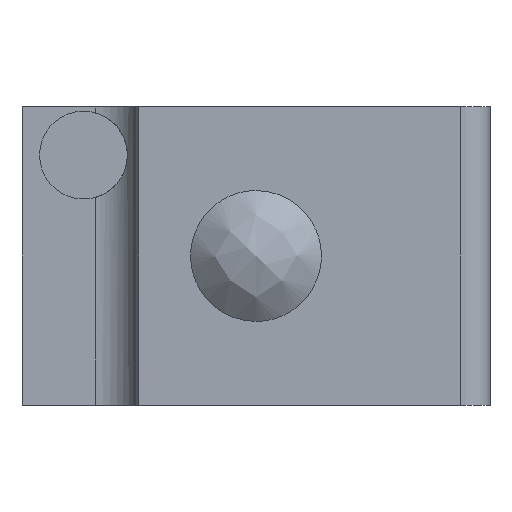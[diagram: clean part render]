
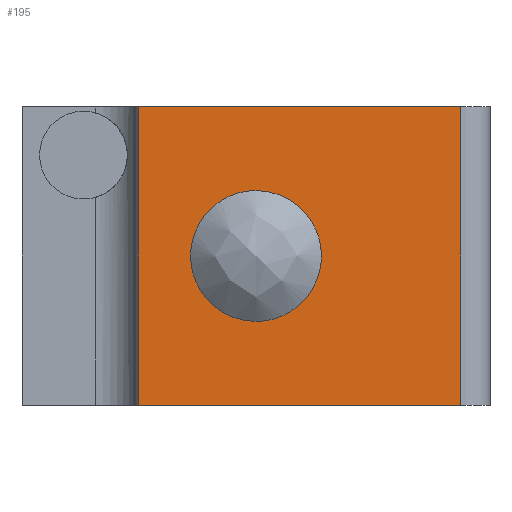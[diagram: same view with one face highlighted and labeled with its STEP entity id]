
A CAD part, front view. The second image highlights one B-rep face of the part: STEP entity #195.
In plain terms, the highlighted planar face has unit normal (0, -1, 0).
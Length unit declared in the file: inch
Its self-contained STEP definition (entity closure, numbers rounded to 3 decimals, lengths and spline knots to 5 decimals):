
#3 = CARTESIAN_POINT ( 'NONE',  ( 0.29047, -0.11811, -0.20214 ) ) ;
#18 = CARTESIAN_POINT ( 'NONE',  ( 0.17409, -0.11811, -0.06951 ) ) ;
#23 = CARTESIAN_POINT ( 'NONE',  ( 0.14657, -0.11811, -0.15895 ) ) ;
#26 = CARTESIAN_POINT ( 'NONE',  ( 0.17409, -0.11811, -0.20214 ) ) ;
#37 = B_SPLINE_CURVE_WITH_KNOTS ( 'NONE', 3,
 ( #159, #495, #82, #328, #651, #914, #920, #1076, #336, #501, #1082, #569, #742, #417, #571, #422, #581, #577, #243, #157, #1010, #3, #741, #823, #916, #413, #828, #1002, #84, #656 ),
 .UNSPECIFIED., .F., .F.,
 ( 4, 2, 2, 2, 2, 2, 2, 2, 2, 2, 2, 2, 2, 2, 4 ),
 ( 0., 0.00044, 0.00087, 0.00131, 0.00175, 0.00262, 0.00349, 0.00393, 0.00437, 0.00481, 0.00524, 0.00568, 0.00612, 0.00655, 0.00699 ),
 .UNSPECIFIED. ) ;
#50 = ORIENTED_EDGE ( 'NONE', *, *, #392, .F. ) ;
#54 = CARTESIAN_POINT ( 'NONE',  ( 0.0748, -0.11811, -0.33661 ) ) ;
#63 = CARTESIAN_POINT ( 'NONE',  ( 0., -0.11811, 0.06496 ) ) ;
#82 = CARTESIAN_POINT ( 'NONE',  ( 0.24382, -0.11811, -0.04836 ) ) ;
#84 = CARTESIAN_POINT ( 'NONE',  ( 0.2381, -0.11811, -0.22386 ) ) ;
#102 = CARTESIAN_POINT ( 'NONE',  ( 0.14425, -0.11811, -0.13015 ) ) ;
#108 = CARTESIAN_POINT ( 'NONE',  ( 0.15588, -0.11811, -0.09172 ) ) ;
#118 = EDGE_CURVE ( 'NONE', #956, #711, #457, .T. ) ;
#135 = VECTOR ( 'NONE', #483, 39.37008 ) ;
#157 = CARTESIAN_POINT ( 'NONE',  ( 0.30232, -0.11811, -0.18947 ) ) ;
#159 = CARTESIAN_POINT ( 'NONE',  ( 0.23228, -0.11811, -0.04779 ) ) ;
#162 = LINE ( 'NONE', #63, #280 ) ;
#178 = CARTESIAN_POINT ( 'NONE',  ( 0.17855, -0.11811, -0.06586 ) ) ;
#187 = CARTESIAN_POINT ( 'NONE',  ( 0.18808, -0.11811, -0.05948 ) ) ;
#191 = EDGE_LOOP ( 'NONE', ( #1040, #751 ) ) ;
#195 = ADVANCED_FACE ( 'NONE', ( #669, #790 ), #672, .T. ) ;
#208 = AXIS2_PLACEMENT_3D ( 'NONE', #1008, #506, #755 ) ;
#243 = CARTESIAN_POINT ( 'NONE',  ( 0.30869, -0.11811, -0.17993 ) ) ;
#248 = CARTESIAN_POINT ( 'NONE',  ( 0.0748, -0.11811, 0.06496 ) ) ;
#270 = CARTESIAN_POINT ( 'NONE',  ( 0.18819, -0.11811, -0.21224 ) ) ;
#272 = CARTESIAN_POINT ( 'NONE',  ( 0.50787, -0.11811, 0.06496 ) ) ;
#275 = CARTESIAN_POINT ( 'NONE',  ( 0.50787, -0.11811, -0.33661 ) ) ;
#280 = VECTOR ( 'NONE', #638, 39.37008 ) ;
#286 = B_SPLINE_CURVE_WITH_KNOTS ( 'NONE', 3,
 ( #446, #351, #597, #853, #676, #1033, #270, #849, #26, #361, #936, #23, #1028, #102, #527, #845, #1020, #682, #108, #515, #773, #18, #178, #187, #942, #764, #690, #944, #438, #357 ),
 .UNSPECIFIED., .F., .F.,
 ( 4, 2, 2, 2, 2, 2, 2, 2, 2, 2, 2, 2, 2, 2, 4 ),
 ( 0.00699, 0.00743, 0.00786, 0.0083, 0.00874, 0.00961, 0.01048, 0.01092, 0.01136, 0.01179, 0.01223, 0.01267, 0.01311, 0.01354, 0.01398 ),
 .UNSPECIFIED. ) ;
#328 = CARTESIAN_POINT ( 'NONE',  ( 0.25507, -0.11811, -0.0506 ) ) ;
#336 = CARTESIAN_POINT ( 'NONE',  ( 0.29047, -0.11811, -0.06952 ) ) ;
#350 = ORIENTED_EDGE ( 'NONE', *, *, #118, .T. ) ;
#351 = CARTESIAN_POINT ( 'NONE',  ( 0.22647, -0.11811, -0.22386 ) ) ;
#357 = CARTESIAN_POINT ( 'NONE',  ( 0.23228, -0.11811, -0.04779 ) ) ;
#361 = CARTESIAN_POINT ( 'NONE',  ( 0.16191, -0.11811, -0.18995 ) ) ;
#376 = EDGE_LOOP ( 'NONE', ( #350, #50, #600, #863 ) ) ;
#392 = EDGE_CURVE ( 'NONE', #856, #711, #162, .T. ) ;
#404 = DIRECTION ( 'NONE',  ( 0., 0., 1. ) ) ;
#413 = CARTESIAN_POINT ( 'NONE',  ( 0.26068, -0.11811, -0.21935 ) ) ;
#417 = CARTESIAN_POINT ( 'NONE',  ( 0.32032, -0.11811, -0.14151 ) ) ;
#421 = DIRECTION ( 'NONE',  ( 0., 0., -1. ) ) ;
#422 = CARTESIAN_POINT ( 'NONE',  ( 0.31751, -0.11811, -0.15863 ) ) ;
#438 = CARTESIAN_POINT ( 'NONE',  ( 0.22647, -0.11811, -0.04779 ) ) ;
#446 = CARTESIAN_POINT ( 'NONE',  ( 0.23228, -0.11811, -0.22386 ) ) ;
#457 = LINE ( 'NONE', #549, #714 ) ;
#460 = EDGE_CURVE ( 'NONE', #695, #953, #37, .T. ) ;
#481 = CARTESIAN_POINT ( 'NONE',  ( 0.0748, -0.11811, -0.33661 ) ) ;
#483 = DIRECTION ( 'NONE',  ( 1., 0., 0. ) ) ;
#495 = CARTESIAN_POINT ( 'NONE',  ( 0.2381, -0.11811, -0.04779 ) ) ;
#501 = CARTESIAN_POINT ( 'NONE',  ( 0.30266, -0.11811, -0.0817 ) ) ;
#506 = DIRECTION ( 'NONE',  ( 0., -1., 0. ) ) ;
#515 = CARTESIAN_POINT ( 'NONE',  ( 0.16225, -0.11811, -0.08218 ) ) ;
#527 = CARTESIAN_POINT ( 'NONE',  ( 0.14482, -0.11811, -0.12431 ) ) ;
#533 = VERTEX_POINT ( 'NONE', #54 ) ;
#549 = CARTESIAN_POINT ( 'NONE',  ( 0.50787, -0.11811, -0.33661 ) ) ;
#569 = CARTESIAN_POINT ( 'NONE',  ( 0.318, -0.11811, -0.1127 ) ) ;
#571 = CARTESIAN_POINT ( 'NONE',  ( 0.31975, -0.11811, -0.14734 ) ) ;
#577 = CARTESIAN_POINT ( 'NONE',  ( 0.31144, -0.11811, -0.17477 ) ) ;
#581 = CARTESIAN_POINT ( 'NONE',  ( 0.31585, -0.11811, -0.16412 ) ) ;
#597 = CARTESIAN_POINT ( 'NONE',  ( 0.22075, -0.11811, -0.22329 ) ) ;
#600 = ORIENTED_EDGE ( 'NONE', *, *, #934, .T. ) ;
#611 = VECTOR ( 'NONE', #421, 39.37008 ) ;
#638 = DIRECTION ( 'NONE',  ( 1., 0., 0. ) ) ;
#651 = CARTESIAN_POINT ( 'NONE',  ( 0.26066, -0.11811, -0.05229 ) ) ;
#656 = CARTESIAN_POINT ( 'NONE',  ( 0.23228, -0.11811, -0.22386 ) ) ;
#669 = FACE_OUTER_BOUND ( 'NONE', #376, .T. ) ;
#672 = PLANE ( 'NONE',  #208 ) ;
#676 = CARTESIAN_POINT ( 'NONE',  ( 0.20391, -0.11811, -0.21936 ) ) ;
#682 = CARTESIAN_POINT ( 'NONE',  ( 0.15312, -0.11811, -0.09688 ) ) ;
#690 = CARTESIAN_POINT ( 'NONE',  ( 0.20937, -0.11811, -0.05063 ) ) ;
#695 = VERTEX_POINT ( 'NONE', #774 ) ;
#711 = VERTEX_POINT ( 'NONE', #272 ) ;
#714 = VECTOR ( 'NONE', #404, 39.37008 ) ;
#741 = CARTESIAN_POINT ( 'NONE',  ( 0.28602, -0.11811, -0.20579 ) ) ;
#742 = CARTESIAN_POINT ( 'NONE',  ( 0.32031, -0.11811, -0.12429 ) ) ;
#751 = ORIENTED_EDGE ( 'NONE', *, *, #957, .T. ) ;
#755 = DIRECTION ( 'NONE',  ( 0., 0., -1. ) ) ;
#764 = CARTESIAN_POINT ( 'NONE',  ( 0.20389, -0.11811, -0.0523 ) ) ;
#773 = CARTESIAN_POINT ( 'NONE',  ( 0.16588, -0.11811, -0.07773 ) ) ;
#774 = CARTESIAN_POINT ( 'NONE',  ( 0.23228, -0.11811, -0.04779 ) ) ;
#790 = FACE_BOUND ( 'NONE', #191, .T. ) ;
#823 = CARTESIAN_POINT ( 'NONE',  ( 0.27649, -0.11811, -0.21217 ) ) ;
#828 = CARTESIAN_POINT ( 'NONE',  ( 0.25519, -0.11811, -0.22102 ) ) ;
#845 = CARTESIAN_POINT ( 'NONE',  ( 0.14706, -0.11811, -0.11302 ) ) ;
#849 = CARTESIAN_POINT ( 'NONE',  ( 0.17862, -0.11811, -0.20585 ) ) ;
#853 = CARTESIAN_POINT ( 'NONE',  ( 0.2095, -0.11811, -0.22105 ) ) ;
#856 = VERTEX_POINT ( 'NONE', #248 ) ;
#863 = ORIENTED_EDGE ( 'NONE', *, *, #1065, .T. ) ;
#878 = CARTESIAN_POINT ( 'NONE',  ( 0.23228, -0.11811, -0.22386 ) ) ;
#880 = LINE ( 'NONE', #481, #611 ) ;
#914 = CARTESIAN_POINT ( 'NONE',  ( 0.27132, -0.11811, -0.05671 ) ) ;
#916 = CARTESIAN_POINT ( 'NONE',  ( 0.27135, -0.11811, -0.21493 ) ) ;
#920 = CARTESIAN_POINT ( 'NONE',  ( 0.27637, -0.11811, -0.05941 ) ) ;
#934 = EDGE_CURVE ( 'NONE', #856, #533, #880, .T. ) ;
#936 = CARTESIAN_POINT ( 'NONE',  ( 0.15535, -0.11811, -0.18013 ) ) ;
#942 = CARTESIAN_POINT ( 'NONE',  ( 0.19322, -0.11811, -0.05672 ) ) ;
#944 = CARTESIAN_POINT ( 'NONE',  ( 0.22065, -0.11811, -0.04838 ) ) ;
#953 = VERTEX_POINT ( 'NONE', #878 ) ;
#956 = VERTEX_POINT ( 'NONE', #275 ) ;
#957 = EDGE_CURVE ( 'NONE', #953, #695, #286, .T. ) ;
#985 = CARTESIAN_POINT ( 'NONE',  ( 0.50787, -0.11811, -0.33661 ) ) ;
#1002 = CARTESIAN_POINT ( 'NONE',  ( 0.24392, -0.11811, -0.22328 ) ) ;
#1006 = LINE ( 'NONE', #985, #135 ) ;
#1008 = CARTESIAN_POINT ( 'NONE',  ( 0.50787, -0.11811, -0.33661 ) ) ;
#1010 = CARTESIAN_POINT ( 'NONE',  ( 0.29868, -0.11811, -0.19392 ) ) ;
#1020 = CARTESIAN_POINT ( 'NONE',  ( 0.14872, -0.11811, -0.10754 ) ) ;
#1028 = CARTESIAN_POINT ( 'NONE',  ( 0.14426, -0.11811, -0.14737 ) ) ;
#1033 = CARTESIAN_POINT ( 'NONE',  ( 0.19325, -0.11811, -0.21494 ) ) ;
#1040 = ORIENTED_EDGE ( 'NONE', *, *, #460, .T. ) ;
#1065 = EDGE_CURVE ( 'NONE', #533, #956, #1006, .T. ) ;
#1076 = CARTESIAN_POINT ( 'NONE',  ( 0.28594, -0.11811, -0.0658 ) ) ;
#1082 = CARTESIAN_POINT ( 'NONE',  ( 0.30921, -0.11811, -0.09152 ) ) ;
